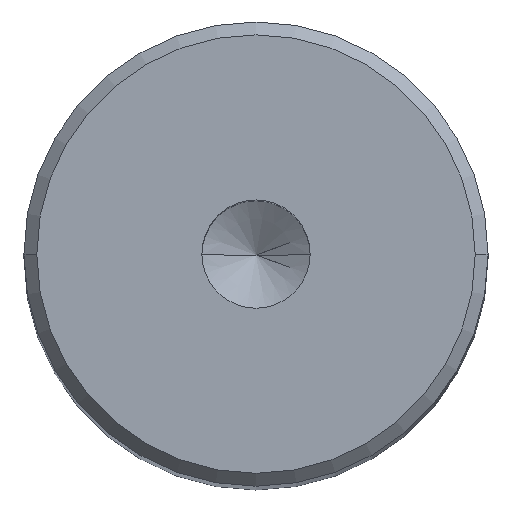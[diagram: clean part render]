
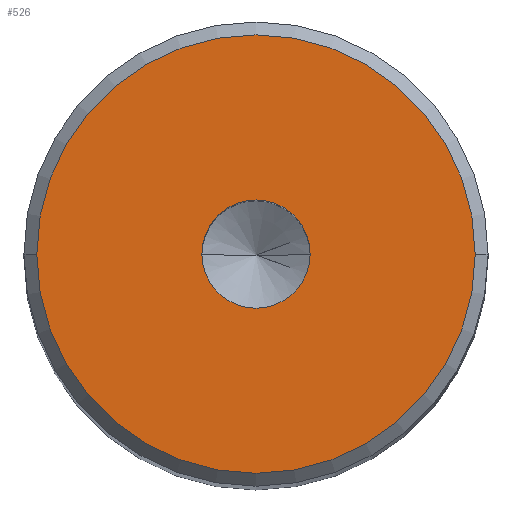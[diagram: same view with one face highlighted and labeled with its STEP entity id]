
A CAD part, top view. The second image highlights one B-rep face of the part: STEP entity #526.
In plain terms, the highlighted planar face has unit normal (0, 0, 1).
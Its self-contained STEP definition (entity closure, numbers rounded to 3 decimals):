
#1 = CIRCLE ( 'NONE', #299, 8.5 ) ;
#5 = ORIENTED_EDGE ( 'NONE', *, *, #108, .T. ) ;
#14 = DIRECTION ( 'NONE',  ( 0., 0., 1. ) ) ;
#15 = EDGE_CURVE ( 'NONE', #277, #500, #61, .T. ) ;
#61 = CIRCLE ( 'NONE', #578, 2.1 ) ;
#67 = DIRECTION ( 'NONE',  ( 1., 0., 0. ) ) ;
#75 = DIRECTION ( 'NONE',  ( 0., 0., 1. ) ) ;
#97 = ORIENTED_EDGE ( 'NONE', *, *, #188, .F. ) ;
#99 = CIRCLE ( 'NONE', #109, 2.1 ) ;
#104 = ORIENTED_EDGE ( 'NONE', *, *, #210, .T. ) ;
#108 = EDGE_CURVE ( 'NONE', #506, #452, #1, .T. ) ;
#109 = AXIS2_PLACEMENT_3D ( 'NONE', #114, #292, #473 ) ;
#114 = CARTESIAN_POINT ( 'NONE',  ( 0., 0., 0. ) ) ;
#123 = CARTESIAN_POINT ( 'NONE',  ( -8.5, 0., 0. ) ) ;
#125 = PLANE ( 'NONE',  #531 ) ;
#148 = CARTESIAN_POINT ( 'NONE',  ( 8.5, 0., 0. ) ) ;
#163 = FACE_OUTER_BOUND ( 'NONE', #343, .T. ) ;
#188 = EDGE_CURVE ( 'NONE', #500, #277, #99, .T. ) ;
#210 = EDGE_CURVE ( 'NONE', #452, #506, #218, .T. ) ;
#212 = CARTESIAN_POINT ( 'NONE',  ( 2.1, 0., 0. ) ) ;
#214 = DIRECTION ( 'NONE',  ( 1., 0., 0. ) ) ;
#218 = CIRCLE ( 'NONE', #448, 8.5 ) ;
#254 = CARTESIAN_POINT ( 'NONE',  ( -2.1, 0., 0. ) ) ;
#277 = VERTEX_POINT ( 'NONE', #254 ) ;
#280 = EDGE_LOOP ( 'NONE', ( #97, #525 ) ) ;
#292 = DIRECTION ( 'NONE',  ( 0., 0., 1. ) ) ;
#299 = AXIS2_PLACEMENT_3D ( 'NONE', #422, #14, #565 ) ;
#312 = DIRECTION ( 'NONE',  ( 1., 0., 0. ) ) ;
#343 = EDGE_LOOP ( 'NONE', ( #5, #104 ) ) ;
#366 = CARTESIAN_POINT ( 'NONE',  ( 0., 0., 0. ) ) ;
#379 = CARTESIAN_POINT ( 'NONE',  ( 0., 0., 0. ) ) ;
#422 = CARTESIAN_POINT ( 'NONE',  ( 0., 0., 0. ) ) ;
#431 = FACE_BOUND ( 'NONE', #280, .T. ) ;
#448 = AXIS2_PLACEMENT_3D ( 'NONE', #379, #559, #67 ) ;
#452 = VERTEX_POINT ( 'NONE', #148 ) ;
#473 = DIRECTION ( 'NONE',  ( 1., 0., 0. ) ) ;
#479 = CARTESIAN_POINT ( 'NONE',  ( 0., 0., 0. ) ) ;
#500 = VERTEX_POINT ( 'NONE', #212 ) ;
#506 = VERTEX_POINT ( 'NONE', #123 ) ;
#525 = ORIENTED_EDGE ( 'NONE', *, *, #15, .F. ) ;
#526 = ADVANCED_FACE ( 'NONE', ( #431, #163 ), #125, .T. ) ;
#531 = AXIS2_PLACEMENT_3D ( 'NONE', #479, #75, #214 ) ;
#548 = DIRECTION ( 'NONE',  ( 0., 0., 1. ) ) ;
#559 = DIRECTION ( 'NONE',  ( 0., 0., 1. ) ) ;
#565 = DIRECTION ( 'NONE',  ( 1., 0., 0. ) ) ;
#578 = AXIS2_PLACEMENT_3D ( 'NONE', #366, #548, #312 ) ;
